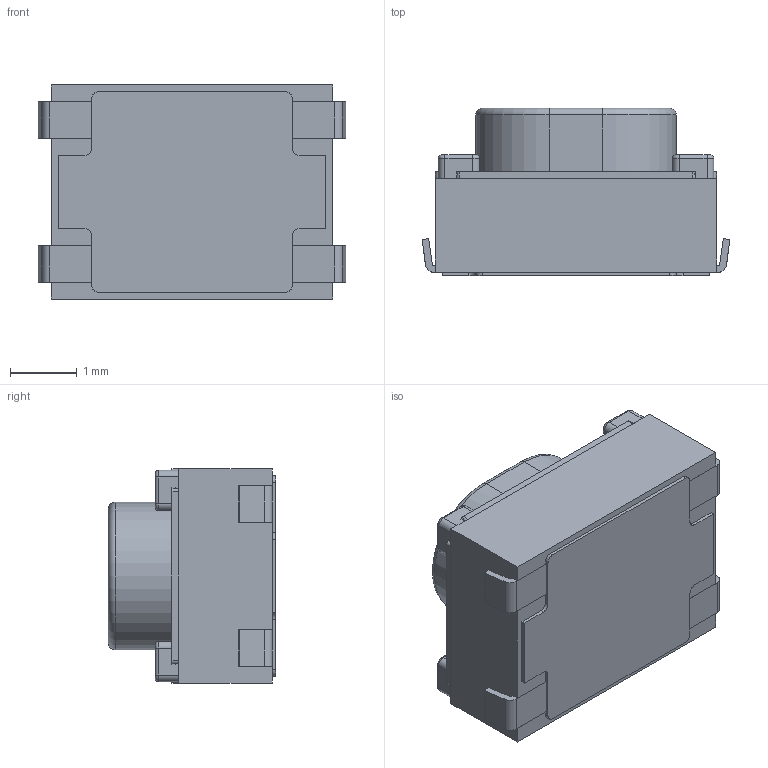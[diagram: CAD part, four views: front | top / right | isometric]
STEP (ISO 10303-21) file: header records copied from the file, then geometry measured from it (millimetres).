
FILE_DESCRIPTION (( 'STEP AP214' ), '1' );
FILE_NAME ('CUI_DEVICES_TS20-42-25-WT-160-SMT-TR.step', '2024-04-17T15:14:19', ( '' ), ( '' ), 'SwSTEP 2.0', 'SolidWorks 2024', '' );
FILE_SCHEMA (( 'AUTOMOTIVE_DESIGN' ));
Length unit declared in the file: inch
Products named in the file (1): CUI_DEVICES_TS20-42-25-WT-160-SMT-TR
Bounding box: 4.6 x 2.5 x 3.2 mm (x, y, z)
Volume: 26.2 mm3; surface area: 83.5 mm2
Topology: 6 solids, 6 shells, 213 faces, 544 edges, 348 vertices
Faces by surface type: plane 113, cylinder 78, torus 22
Entity records: 6566 total; most frequent: CARTESIAN_POINT 1250, DIRECTION 1102, ORIENTED_EDGE 1088, EDGE_CURVE 544, AXIS2_PLACEMENT_3D 368, LINE 366, VECTOR 366, VERTEX_POINT 348
